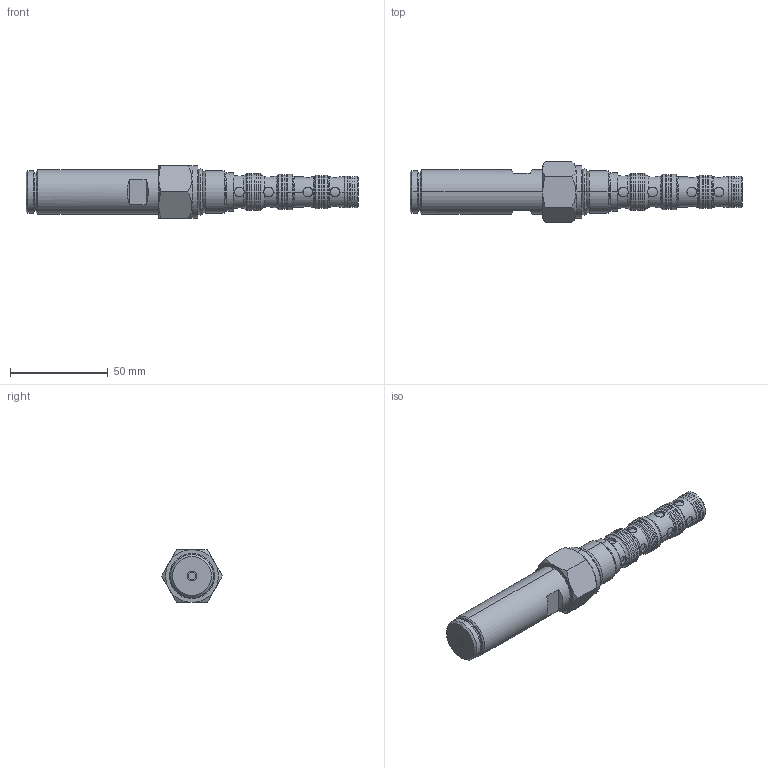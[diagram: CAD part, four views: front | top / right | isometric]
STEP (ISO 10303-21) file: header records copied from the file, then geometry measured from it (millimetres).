
FILE_DESCRIPTION (( 'STEP AP214' ), '1' );
FILE_NAME ('T6.301_defeature.STEP', '2017-02-02T13:15:20', ( 'user' ), ( '' ), 'SwSTEP 2.0', 'SolidWorks 2016', '' );
FILE_SCHEMA (( 'AUTOMOTIVE_DESIGN' ));
Length unit declared in the file: millimetre
Products named in the file (1): T6.301_defeature
Bounding box: 170 x 31.18 x 27 mm (x, y, z)
Volume: 60264.5 mm3; surface area: 13491.1 mm2
Topology: 2 solids, 2 shells, 220 faces, 486 edges, 288 vertices
Faces by surface type: cylinder 98, cone 72, plane 28, torus 22
Entity records: 7959 total; most frequent: CARTESIAN_POINT 3195, DIRECTION 990, ORIENTED_EDGE 972, EDGE_CURVE 486, AXIS2_PLACEMENT_3D 415, VERTEX_POINT 288, EDGE_LOOP 240, ADVANCED_FACE 220
